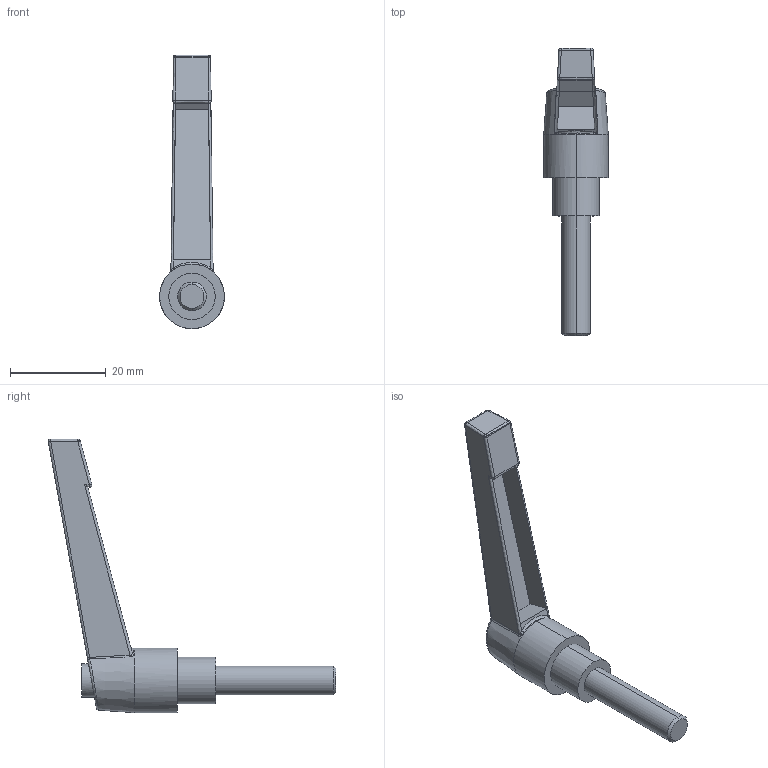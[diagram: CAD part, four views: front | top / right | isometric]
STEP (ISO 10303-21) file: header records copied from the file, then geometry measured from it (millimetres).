
FILE_DESCRIPTION (( 'STEP AP214' ), '1' );
FILE_NAME ('A395 Âèíò ñ ðóêîÿòêîé Ì6õ25.STEP', '2020-08-07T11:58:39', ( 'Windows User' ), ( '' ), 'SwSTEP 2.0', 'SolidWorks 2020', '' );
FILE_SCHEMA (( 'AUTOMOTIVE_DESIGN' ));
Length unit declared in the file: millimetre
Products named in the file (1): A395 Âèíò ñ ðóêîÿòêîé Ì6õ25
Bounding box: 13.5 x 59.92 x 57.04 mm (x, y, z)
Volume: 5258.7 mm3; surface area: 3571 mm2
Topology: 1 solids, 1 shells, 84 faces, 188 edges, 109 vertices
Faces by surface type: bspline 38, plane 29, cylinder 12, cone 5
Entity records: 5086 total; most frequent: CARTESIAN_POINT 3490, ORIENTED_EDGE 372, DIRECTION 217, EDGE_CURVE 186, VERTEX_POINT 109, B_SPLINE_CURVE_WITH_KNOTS 94, EDGE_LOOP 89, ADVANCED_FACE 84
